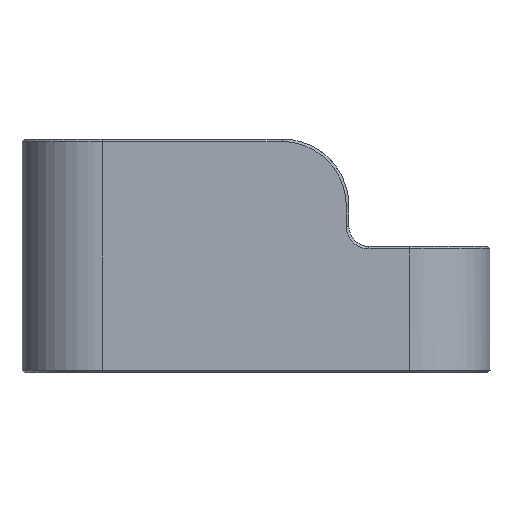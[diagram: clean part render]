
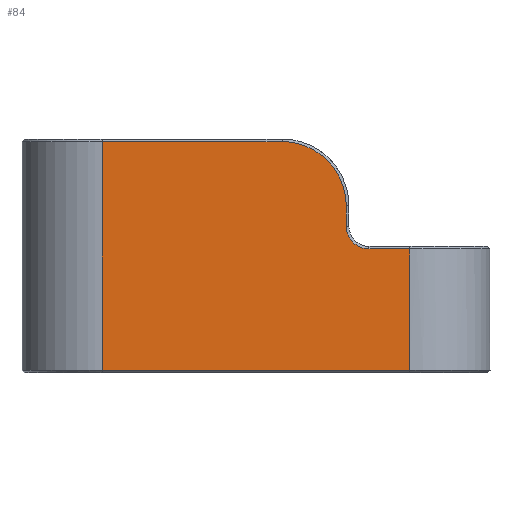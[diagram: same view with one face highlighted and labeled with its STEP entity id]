
A CAD part, front view. The second image highlights one B-rep face of the part: STEP entity #84.
In plain terms, the highlighted planar face has unit normal (0, -1, 0).
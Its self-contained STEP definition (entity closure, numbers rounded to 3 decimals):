
#84=ADVANCED_FACE('',(#250),#2431,.T.);
#250=FACE_OUTER_BOUND('',#416,.T.);
#416=EDGE_LOOP('',(#784,#785,#786,#787,#788,#789,#790,#791));
#784=ORIENTED_EDGE('',*,*,#1602,.T.);
#785=ORIENTED_EDGE('',*,*,#1595,.T.);
#786=ORIENTED_EDGE('',*,*,#1478,.F.);
#787=ORIENTED_EDGE('',*,*,#1480,.T.);
#788=ORIENTED_EDGE('',*,*,#1479,.T.);
#789=ORIENTED_EDGE('',*,*,#1531,.T.);
#790=ORIENTED_EDGE('',*,*,#1477,.F.);
#791=ORIENTED_EDGE('',*,*,#1603,.F.);
#1477=EDGE_CURVE('',#2210,#2211,#1951,.T.);
#1478=EDGE_CURVE('',#2214,#2139,#1952,.T.);
#1479=EDGE_CURVE('',#2213,#2212,#1953,.T.);
#1480=EDGE_CURVE('',#2214,#2213,#1728,.T.);
#1531=EDGE_CURVE('',#2212,#2211,#1740,.T.);
#1595=EDGE_CURVE('',#2276,#2139,#2042,.T.);
#1602=EDGE_CURVE('',#2282,#2276,#2046,.T.);
#1603=EDGE_CURVE('',#2282,#2210,#2047,.T.);
#1728=(
BOUNDED_CURVE()
B_SPLINE_CURVE(2,(#4020,#4021,#4022),.UNSPECIFIED.,.F.,.F.)
B_SPLINE_CURVE_WITH_KNOTS((3,3),(0.,5.341),.UNSPECIFIED.)
CURVE()
GEOMETRIC_REPRESENTATION_ITEM()
RATIONAL_B_SPLINE_CURVE((1.,0.707,1.))
REPRESENTATION_ITEM('')
);
#1740=(
BOUNDED_CURVE()
B_SPLINE_CURVE(2,(#4154,#4155,#4156),.UNSPECIFIED.,.F.,.F.)
B_SPLINE_CURVE_WITH_KNOTS((3,3),(0.,15.079),
 .UNSPECIFIED.)
CURVE()
GEOMETRIC_REPRESENTATION_ITEM()
RATIONAL_B_SPLINE_CURVE((1.,0.707,1.))
REPRESENTATION_ITEM('')
);
#1951=B_SPLINE_CURVE_WITH_KNOTS('',1,(#4014,#4015),.UNSPECIFIED.,.F.,.F.,
(2,2),(0.,28.),.UNSPECIFIED.);
#1952=B_SPLINE_CURVE_WITH_KNOTS('',1,(#4016,#4017),.UNSPECIFIED.,.F.,.F.,
(2,2),(0.,5.),.UNSPECIFIED.);
#1953=B_SPLINE_CURVE_WITH_KNOTS('',1,(#4018,#4019),.UNSPECIFIED.,.F.,.F.,
(2,2),(0.,7.051),.UNSPECIFIED.);
#2042=B_SPLINE_CURVE_WITH_KNOTS('',1,(#4379,#4380),.UNSPECIFIED.,.F.,.F.,
(2,2),(0.4,18.549),.UNSPECIFIED.);
#2046=B_SPLINE_CURVE_WITH_KNOTS('',1,(#4396,#4397),.UNSPECIFIED.,.F.,.F.,
(2,2),(0.,46.),.UNSPECIFIED.);
#2047=B_SPLINE_CURVE_WITH_KNOTS('',1,(#4398,#4399),.UNSPECIFIED.,.F.,.F.,
(2,2),(0.446,38.6),.UNSPECIFIED.);
#2139=VERTEX_POINT('',#3303);
#2210=VERTEX_POINT('',#3374);
#2211=VERTEX_POINT('',#3375);
#2212=VERTEX_POINT('',#3376);
#2213=VERTEX_POINT('',#3377);
#2214=VERTEX_POINT('',#3378);
#2276=VERTEX_POINT('',#3440);
#2282=VERTEX_POINT('',#3446);
#2431=PLANE('',#2543);
#2543=AXIS2_PLACEMENT_3D('',#2859,#2638,$);
#2638=DIRECTION('',(0.,-1.,0.));
#2859=CARTESIAN_POINT('',(109.758,255.782,14.5));
#3303=CARTESIAN_POINT('',(109.758,255.782,-1.551));
#3374=CARTESIAN_POINT('',(63.758,255.782,14.5));
#3375=CARTESIAN_POINT('',(90.658,255.782,14.5));
#3376=CARTESIAN_POINT('',(100.258,255.782,4.9));
#3377=CARTESIAN_POINT('',(100.258,255.782,1.849));
#3378=CARTESIAN_POINT('',(103.658,255.782,-1.551));
#3440=CARTESIAN_POINT('',(109.758,255.782,-19.7));
#3446=CARTESIAN_POINT('',(63.758,255.782,-19.7));
#4014=CARTESIAN_POINT('',(63.758,255.782,14.5));
#4015=CARTESIAN_POINT('',(90.658,255.782,14.5));
#4016=CARTESIAN_POINT('',(103.658,255.782,-1.551));
#4017=CARTESIAN_POINT('',(109.758,255.782,-1.551));
#4018=CARTESIAN_POINT('',(100.258,255.782,1.849));
#4019=CARTESIAN_POINT('',(100.258,255.782,4.9));
#4020=CARTESIAN_POINT('',(103.658,255.782,-1.551));
#4021=CARTESIAN_POINT('',(100.258,255.782,-1.551));
#4022=CARTESIAN_POINT('',(100.258,255.782,1.849));
#4154=CARTESIAN_POINT('',(100.258,255.782,4.9));
#4155=CARTESIAN_POINT('',(100.258,255.782,14.5));
#4156=CARTESIAN_POINT('',(90.658,255.782,14.5));
#4379=CARTESIAN_POINT('',(109.758,255.782,-19.7));
#4380=CARTESIAN_POINT('',(109.758,255.782,-1.551));
#4396=CARTESIAN_POINT('',(63.758,255.782,-19.7));
#4397=CARTESIAN_POINT('',(109.758,255.782,-19.7));
#4398=CARTESIAN_POINT('',(63.758,255.782,-19.7));
#4399=CARTESIAN_POINT('',(63.758,255.782,14.5));
